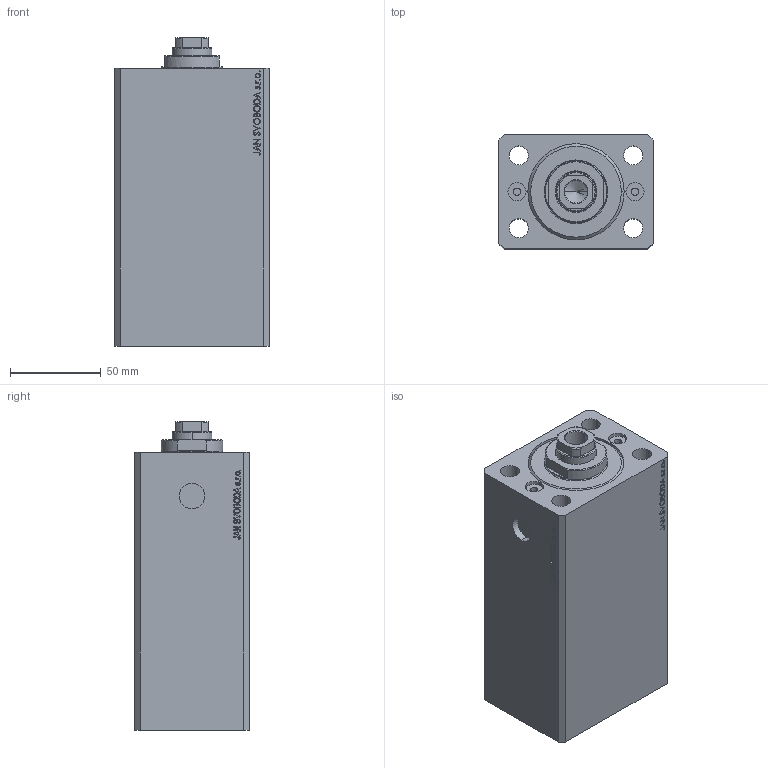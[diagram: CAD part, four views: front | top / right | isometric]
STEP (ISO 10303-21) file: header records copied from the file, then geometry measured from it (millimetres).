
FILE_DESCRIPTION (( 'STEP AP203' ), '1' );
FILE_NAME ('c22c.STEP', '2022-04-09T15:24:35', ( '' ), ( '' ), 'SwSTEP 2.0', 'SolidWorks 2019', '' );
FILE_SCHEMA (( 'CONFIG_CONTROL_DESIGN' ));
Length unit declared in the file: millimetre
Products named in the file (4): V250CE_C_Body cf12692767f181eb70462694d80bea5f; V250CE_VC_C cf12692767f181eb70462694d80bea5f; V250CE_C_VCP cf12692767f181eb70462694d80bea5f; c22c
Assembly tree (3 placements, depth 2):
  c22c
    V250CE_C_Body cf12692767f181eb70462694d80bea5f
    V250CE_C_VCP cf12692767f181eb70462694d80bea5f
    V250CE_VC_C cf12692767f181eb70462694d80bea5f
Bounding box: 85 x 63 x 169.9 mm (x, y, z)
Volume: 696969.2 mm3; surface area: 122729.6 mm2
Topology: 3 solids, 3 shells, 862 faces, 2233 edges, 1481 vertices
Faces by surface type: plane 428, bspline 374, cylinder 42, cone 12, torus 6
Entity records: 44369 total; most frequent: CARTESIAN_POINT 25350, ORIENTED_EDGE 4462, DIRECTION 2563, EDGE_CURVE 2231, VERTEX_POINT 1481, VECTOR 1359, LINE 1359, EDGE_LOOP 980
